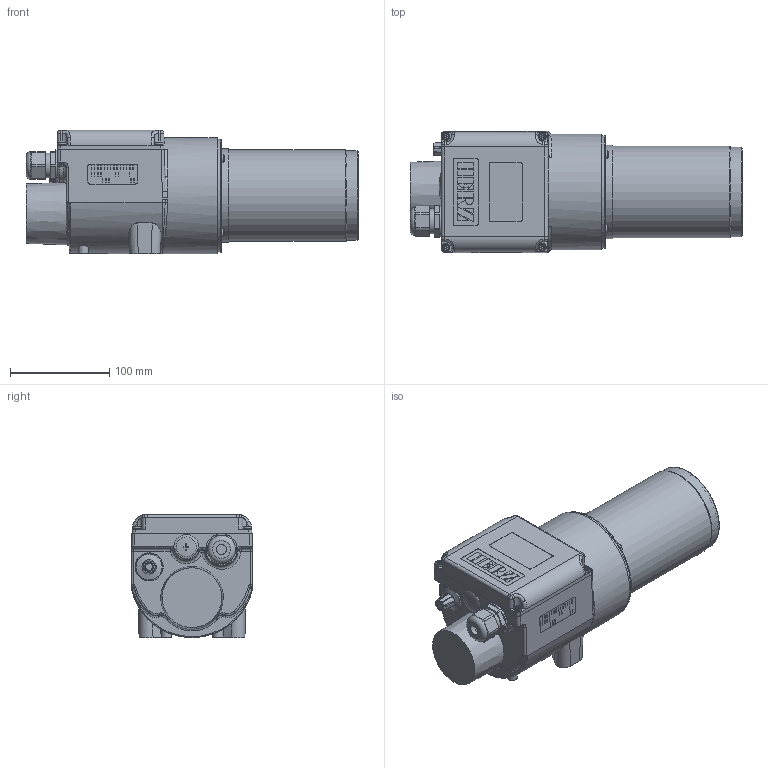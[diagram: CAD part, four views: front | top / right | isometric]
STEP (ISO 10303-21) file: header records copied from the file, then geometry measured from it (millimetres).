
FILE_DESCRIPTION(/* description */ ('Unknown'),/* implementation_level */ '2;1');
FILE_NAME(/* name */ 'Lufterhitzer Typ XL92 ohne Schutzrohr',/* time_stamp */ '2021-11-25T10:52:55+01:00',/* author */ ('HERZ SchÃ¶nberg'),/* organization */ ('HERZ Austria'),/* preprocessor_version */ 'ST-DEVELOPER v18.1',/* originating_system */ 'Solid Edge',/* authorisation */ 'Unknown');
FILE_SCHEMA (('AUTOMOTIVE_DESIGN {1 0 10303 214 3 1 1}'));
Length unit declared in the file: millimetre
Products named in the file (15): Lufterhitzer Typ L-XL-HT; Gehäuse XL; Schraube M4x12 LK; Aufkleber Warnhinweise silber; Deckel L_XL HERZ; Kabelverschraubung M25 x 1,5; Blindabdeckung M20x1,5; Typenschild silber; Dichtung LE XL92; Rundmutter M10x0,75; Skala f黵 Potknopf L-XL; Potknopf L-XL; Verschlusskappe zu Potknopf L-XL; Skalenscheibe f黵 Potknopf L-XL; Rohradapter XL92 ohne Schutzrohr
Assembly tree (21 placements, depth 2):
  Lufterhitzer Typ L-XL-HT
    Gehäuse XL
    Schraube M4x12 LK  x8
    Aufkleber Warnhinweise silber
    Deckel L_XL HERZ
    Kabelverschraubung M25 x 1,5
    Blindabdeckung M20x1,5
    Typenschild silber
    Dichtung LE XL92
    Rundmutter M10x0,75
    Skala f黵 Potknopf L-XL
    Potknopf L-XL
    Verschlusskappe zu Potknopf L-XL
    Skalenscheibe f黵 Potknopf L-XL
    Rohradapter XL92 ohne Schutzrohr
Bounding box: 334.03 x 122.69 x 124.03 mm (x, y, z)
Volume: 1990490 mm3; surface area: 266932.1 mm2
Topology: 21 solids, 21 shells, 1228 faces, 3117 edges, 2037 vertices
Faces by surface type: plane 663, cylinder 351, bspline 140, cone 34, torus 32, sphere 8
Full cylindrical faces by diameter (mm): 1 x6, 1.9 x1, 3.8 x1, 4 x8, 4.3 x4, 4.5 x8, 5 x1, 6 x1, 6.8 x4, 7 x1, 8 x11, 9 x2, 10 x2, 12.5 x1, 14 x1, 14.2 x1, 15 x1, 20 x1, 25 x3, 26 x1, 26.5 x1, 31.5 x1, 86 x1, 90 x3, 92 x2, 94 x1, 114 x2, 116.58 x1
Entity records: 41209 total; most frequent: CARTESIAN_POINT 12161, ORIENTED_EDGE 5296, DIRECTION 4710, EDGE_CURVE 2648, VERTEX_POINT 1778, AXIS2_PLACEMENT_3D 1664, EDGE_LOOP 1442, FACE_BOUND 1442
